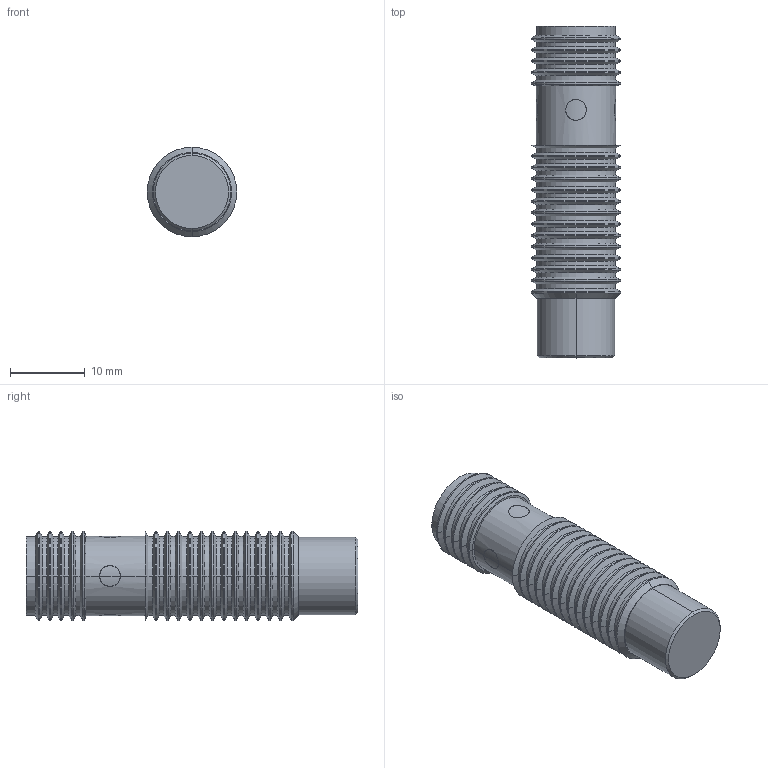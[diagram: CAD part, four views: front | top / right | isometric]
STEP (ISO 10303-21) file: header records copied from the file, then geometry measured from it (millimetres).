
FILE_DESCRIPTION(('STEP AP214'),'1');
FILE_NAME('cctmp_3ADC7352-C8E1-43FF-82E1-9FC58447F4A3_2021_2_18_15_10_22_728..stp','2021-02-18T14:10:22',('Pepperl+Fuchs GmbH'),('CADClick - www.CADClick.com'),'Spatial InterOp 3D',' ','unknown authorization');
FILE_SCHEMA(('AUTOMOTIVE_DESIGN { 1 0 10303 214 1 1 1 1 }'));
Length unit declared in the file: millimetre
Products named in the file (1): 2021_02_18__15-10-22-726
Bounding box: 12 x 44.5 x 12 mm (x, y, z)
Volume: 3002.5 mm3; surface area: 3984.8 mm2
Topology: 1 solids, 3 shells, 230 faces, 513 edges, 285 vertices
Faces by surface type: cylinder 115, cone 82, plane 27, sphere 6
Entity records: 8744 total; most frequent: CARTESIAN_POINT 1805, DIRECTION 1146, ORIENTED_EDGE 1002, EDGE_CURVE 501, AXIS2_PLACEMENT_3D 466, VERTEX_POINT 285, EDGE_LOOP 246, CIRCLE 235
